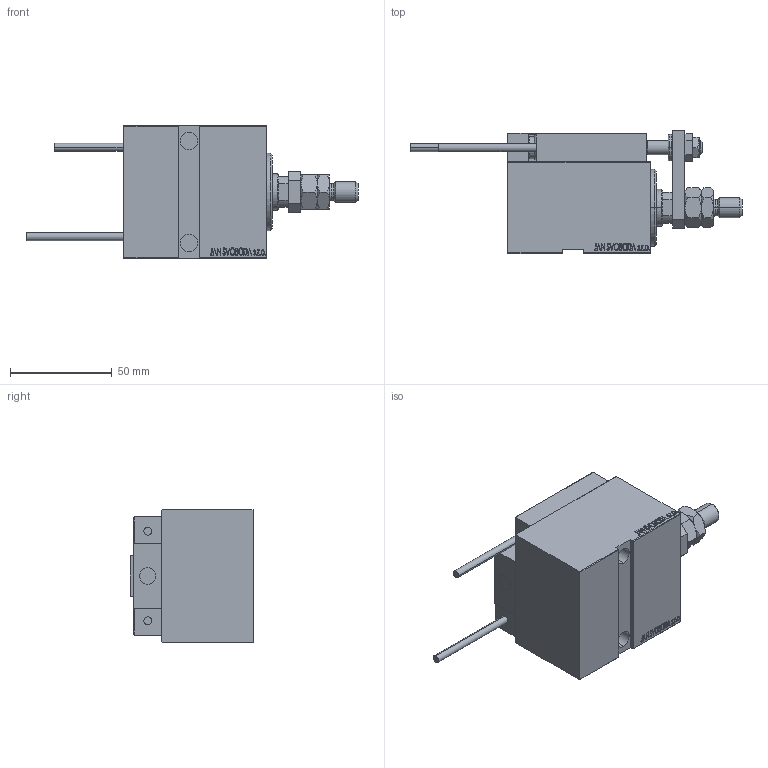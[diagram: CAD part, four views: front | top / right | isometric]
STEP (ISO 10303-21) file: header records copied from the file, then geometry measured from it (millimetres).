
FILE_DESCRIPTION (( 'STEP AP203' ), '1' );
FILE_NAME ('1e53.STEP', '2021-05-17T10:17:18', ( '' ), ( '' ), 'SwSTEP 2.0', 'SolidWorks 2019', '' );
FILE_SCHEMA (( 'CONFIG_CONTROL_DESIGN' ));
Length unit declared in the file: millimetre
Products named in the file (17): SWITCH X 6758ae204c939cfc34ec105d723fe79a; X_Y_MTA 6758ae204c939cfc34ec105d723fe79a; MAGNET 6758ae204c939cfc34ec105d723fe79a; TYC_L79 6758ae204c939cfc34ec105d723fe79a; 1e53; Block 6758ae204c939cfc34ec105d723fe79a; V450CM_E_VCP 6758ae204c939cfc34ec105d723fe79a; V450CM_VC_B 6758ae204c939cfc34ec105d723fe79a; KONCOVKA 6758ae204c939cfc34ec105d723fe79a; ALLEN BOLT D8 6758ae204c939cfc34ec105d723fe79a; SWITCH DIM B,W 6758ae204c939cfc34ec105d723fe79a; NUT_D12 6758ae204c939cfc34ec105d723fe79a; V450CM_E 6758ae204c939cfc34ec105d723fe79a; SWITCH_X_FRONT_BACK 6758ae204c939cfc34ec105d723fe79a; ZARAZKA 6758ae204c939cfc34ec105d723fe79a; ALLEN BOLT D5 6758ae204c939cfc34ec105d723fe79a; NUT_D10 6758ae204c939cfc34ec105d723fe79a
Assembly tree (26 placements, depth 3):
  1e53
    V450CM_E 6758ae204c939cfc34ec105d723fe79a
    V450CM_E_VCP 6758ae204c939cfc34ec105d723fe79a
    V450CM_VC_B 6758ae204c939cfc34ec105d723fe79a
    SWITCH X 6758ae204c939cfc34ec105d723fe79a
      SWITCH_X_FRONT_BACK 6758ae204c939cfc34ec105d723fe79a  x2
      TYC_L79 6758ae204c939cfc34ec105d723fe79a
      Block 6758ae204c939cfc34ec105d723fe79a  x2
      ALLEN BOLT D5 6758ae204c939cfc34ec105d723fe79a  x4
      ALLEN BOLT D8 6758ae204c939cfc34ec105d723fe79a  x4
      MAGNET 6758ae204c939cfc34ec105d723fe79a  x2
      KONCOVKA 6758ae204c939cfc34ec105d723fe79a  x2
    SWITCH DIM B,W 6758ae204c939cfc34ec105d723fe79a
    ZARAZKA 6758ae204c939cfc34ec105d723fe79a
    NUT_D10 6758ae204c939cfc34ec105d723fe79a
    NUT_D12 6758ae204c939cfc34ec105d723fe79a
    X_Y_MTA 6758ae204c939cfc34ec105d723fe79a
Bounding box: 163 x 60.5 x 65 mm (x, y, z)
Volume: 243323.9 mm3; surface area: 65027.2 mm2
Topology: 25 solids, 25 shells, 1319 faces, 3146 edges, 2000 vertices
Faces by surface type: plane 580, bspline 380, cylinder 168, cone 141, torus 46, sphere 4
Entity records: 50936 total; most frequent: CARTESIAN_POINT 25824, ORIENTED_EDGE 5312, DIRECTION 3553, EDGE_CURVE 2656, VERTEX_POINT 1724, VECTOR 1511, LINE 1511, EDGE_LOOP 1218
